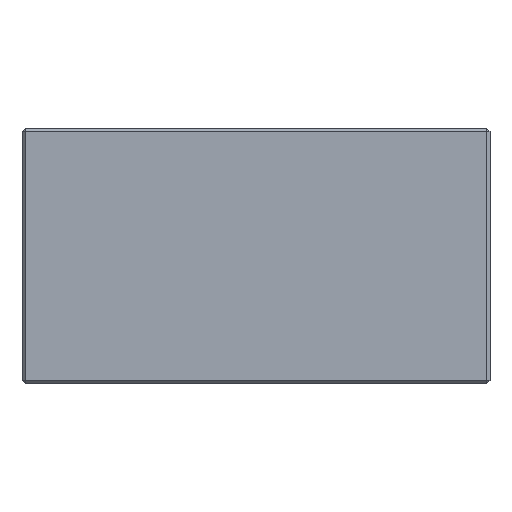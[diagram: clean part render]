
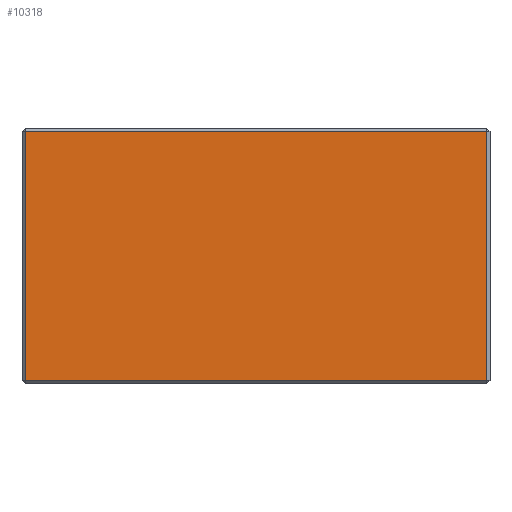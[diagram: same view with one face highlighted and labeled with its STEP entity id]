
A CAD part, top view. The second image highlights one B-rep face of the part: STEP entity #10318.
In plain terms, the highlighted planar face has unit normal (0, 0, 1).
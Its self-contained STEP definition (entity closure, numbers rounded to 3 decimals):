
#195=FACE_OUTER_BOUND('',#763,.T.);
#763=EDGE_LOOP('',(#7059,#7060,#7061,#7062));
#1456=LINE('',#14350,#2920);
#1463=LINE('',#14363,#2927);
#1465=LINE('',#14366,#2929);
#1467=LINE('',#14369,#2931);
#2920=VECTOR('',#11694,10.);
#2927=VECTOR('',#11707,10.);
#2929=VECTOR('',#11711,10.);
#2931=VECTOR('',#11715,10.);
#4318=VERTEX_POINT('',#14308);
#4324=VERTEX_POINT('',#14331);
#4327=VERTEX_POINT('',#14341);
#4330=VERTEX_POINT('',#14354);
#5359=EDGE_CURVE('',#4318,#4327,#1456,.T.);
#5366=EDGE_CURVE('',#4327,#4330,#1463,.T.);
#5368=EDGE_CURVE('',#4330,#4324,#1465,.T.);
#5370=EDGE_CURVE('',#4324,#4318,#1467,.T.);
#7059=ORIENTED_EDGE('',*,*,#5359,.F.);
#7060=ORIENTED_EDGE('',*,*,#5370,.F.);
#7061=ORIENTED_EDGE('',*,*,#5368,.F.);
#7062=ORIENTED_EDGE('',*,*,#5366,.F.);
#9773=PLANE('',#10899);
#10318=ADVANCED_FACE('',(#195),#9773,.T.);
#10899=AXIS2_PLACEMENT_3D('',#14385,#11738,#11739);
#11694=DIRECTION('',(0.,1.,0.));
#11707=DIRECTION('',(1.,0.,0.));
#11711=DIRECTION('',(0.,-1.,0.));
#11715=DIRECTION('',(-1.,0.,0.));
#11738=DIRECTION('center_axis',(0.,0.,1.));
#11739=DIRECTION('ref_axis',(1.,0.,0.));
#14308=CARTESIAN_POINT('',(-38.,-20.5,48.));
#14331=CARTESIAN_POINT('',(38.,-20.5,48.));
#14341=CARTESIAN_POINT('',(-38.,20.5,48.));
#14350=CARTESIAN_POINT('',(-38.,10.5,48.));
#14354=CARTESIAN_POINT('',(38.,20.5,48.));
#14363=CARTESIAN_POINT('',(19.25,20.5,48.));
#14366=CARTESIAN_POINT('',(38.,-10.5,48.));
#14369=CARTESIAN_POINT('',(-19.25,-20.5,48.));
#14385=CARTESIAN_POINT('Origin',(0.,0.,
48.));
